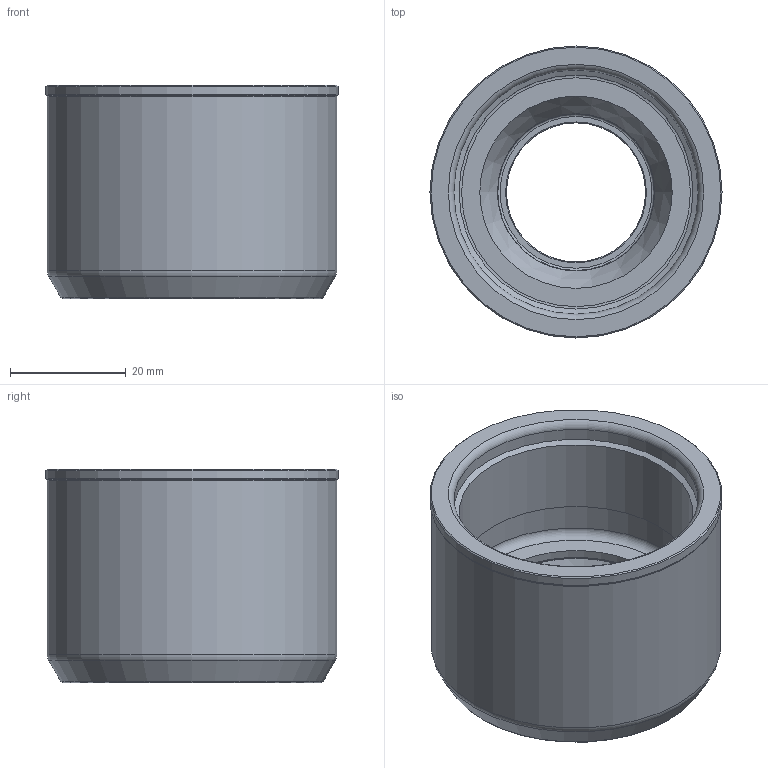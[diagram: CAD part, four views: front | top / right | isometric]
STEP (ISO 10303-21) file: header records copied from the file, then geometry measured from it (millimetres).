
FILE_DESCRIPTION(/* description */ (''),/* implementation_level */ '2;1');
FILE_NAME(/* name */ '363220000.stp',/* time_stamp */ '2021-09-24T14:17:43',/* author */ ('LRA'),/* organization */ ('REGO-FIX'),/* preprocessor_version */ ' Unknown',/* originating_system */ 'SIEMENS PLM Software Solid Edge ST10',/* authorization */ 'Unknown');
FILE_SCHEMA (('AUTOMOTIVE_DESIGN { 1 0 10303 214 2 1 1}'));
Length unit declared in the file: millimetre
Products named in the file (1): NOCUT
Bounding box: 50.4 x 50.4 x 36.8 mm (x, y, z)
Volume: 31003.4 mm3; surface area: 12559.8 mm2
Topology: 1 solids, 1 shells, 28 faces, 59 edges, 35 vertices
Faces by surface type: cone 9, cylinder 8, torus 7, plane 4
Full cylindrical faces by diameter (mm): 24 x1, 27 x1, 33.206 x1, 40.376 x1, 42.15 x1, 42.5 x1, 50 x1, 50.4 x1
Entity records: 711 total; most frequent: DIRECTION 120, CARTESIAN_POINT 88, AXIS2_PLACEMENT_3D 60, ORIENTED_EDGE 56, EDGE_LOOP 56, FACE_BOUND 56, EDGE_CURVE 28, VERTEX_POINT 28
